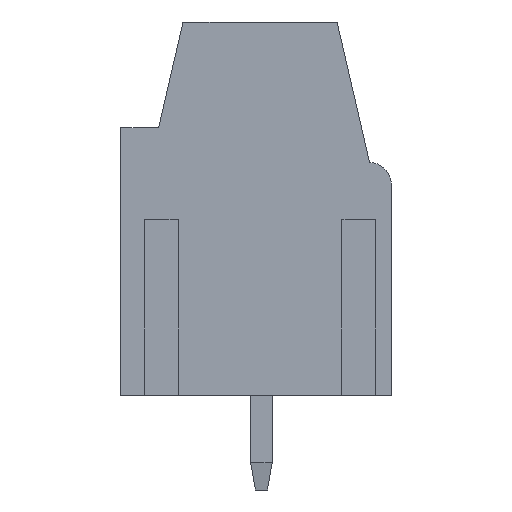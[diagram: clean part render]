
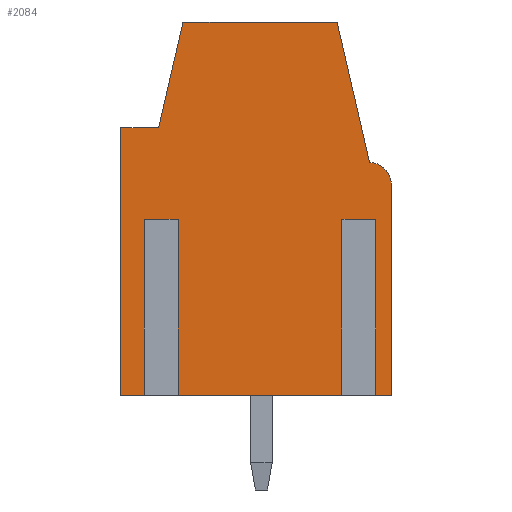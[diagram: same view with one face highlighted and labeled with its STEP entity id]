
A CAD part, left-side view. The second image highlights one B-rep face of the part: STEP entity #2084.
In plain terms, the highlighted planar face has unit normal (-1, 0, 0).
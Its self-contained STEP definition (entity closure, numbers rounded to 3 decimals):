
#23 = CARTESIAN_POINT ( 'NONE',  ( 0.55, 0.894, 10. ) ) ;
#30 = CARTESIAN_POINT ( 'NONE',  ( 0.55, 1.506, 10. ) ) ;
#124 = ORIENTED_EDGE ( 'NONE', *, *, #4027, .T. ) ;
#147 = DIRECTION ( 'NONE',  ( 0., 1., 0. ) ) ;
#153 = DIRECTION ( 'NONE',  ( 0., 1., 0. ) ) ;
#215 = CARTESIAN_POINT ( 'NONE',  ( 0.55, 8.194, 6.75 ) ) ;
#218 = ORIENTED_EDGE ( 'NONE', *, *, #5109, .F. ) ;
#248 = VERTEX_POINT ( 'NONE', #3709 ) ;
#387 = VECTOR ( 'NONE', #868, 1000. ) ;
#390 = CARTESIAN_POINT ( 'NONE',  ( 0.55, 8.806, 3.5 ) ) ;
#399 = CARTESIAN_POINT ( 'NONE',  ( 0.55, 1.2, 10. ) ) ;
#405 = LINE ( 'NONE', #3352, #2236 ) ;
#422 = VERTEX_POINT ( 'NONE', #3043 ) ;
#473 = ORIENTED_EDGE ( 'NONE', *, *, #3324, .F. ) ;
#521 = LINE ( 'NONE', #1359, #2825 ) ;
#533 = DIRECTION ( 'NONE',  ( 0., 1., 0. ) ) ;
#572 = CARTESIAN_POINT ( 'NONE',  ( 0.55, 4.85, 3.5 ) ) ;
#634 = EDGE_CURVE ( 'NONE', #3632, #5047, #4835, .T. ) ;
#742 = CARTESIAN_POINT ( 'NONE',  ( 0.55, 10., 13.4 ) ) ;
#795 = CARTESIAN_POINT ( 'NONE',  ( 0.55, 8.806, 6.75 ) ) ;
#839 = ORIENTED_EDGE ( 'NONE', *, *, #1476, .F. ) ;
#854 = DIRECTION ( 'NONE',  ( 0., 1., 0. ) ) ;
#868 = DIRECTION ( 'NONE',  ( 0., -1., 0. ) ) ;
#891 = LINE ( 'NONE', #4932, #387 ) ;
#897 = DIRECTION ( 'NONE',  ( 0., 0., 1. ) ) ;
#949 = EDGE_LOOP ( 'NONE', ( #1162, #2597, #4348, #839, #4353, #4500, #2427, #4138, #4453, #4982, #473, #1070, #124, #3854, #218, #1698 ) ) ;
#1010 = VECTOR ( 'NONE', #153, 1000. ) ;
#1023 = VECTOR ( 'NONE', #1780, 1000. ) ;
#1027 = VERTEX_POINT ( 'NONE', #3688 ) ;
#1039 = VERTEX_POINT ( 'NONE', #2682 ) ;
#1049 = LINE ( 'NONE', #2694, #5311 ) ;
#1070 = ORIENTED_EDGE ( 'NONE', *, *, #1083, .F. ) ;
#1083 = EDGE_CURVE ( 'NONE', #3704, #4316, #3499, .T. ) ;
#1162 = ORIENTED_EDGE ( 'NONE', *, *, #2301, .T. ) ;
#1182 = CARTESIAN_POINT ( 'NONE',  ( 0.55, 10., 0. ) ) ;
#1199 = EDGE_CURVE ( 'NONE', #1653, #2977, #891, .T. ) ;
#1216 = VERTEX_POINT ( 'NONE', #4120 ) ;
#1254 = LINE ( 'NONE', #4544, #2752 ) ;
#1307 = CARTESIAN_POINT ( 'NONE',  ( 0.55, 2.001, 17.3 ) ) ;
#1359 = CARTESIAN_POINT ( 'NONE',  ( 0.55, 8.15, 15.35 ) ) ;
#1433 = DIRECTION ( 'NONE',  ( 0., -0.225, -0.974 ) ) ;
#1476 = EDGE_CURVE ( 'NONE', #2574, #3772, #3088, .T. ) ;
#1644 = CARTESIAN_POINT ( 'NONE',  ( 0.55, 8.806, 10. ) ) ;
#1653 = VERTEX_POINT ( 'NONE', #2737 ) ;
#1694 = AXIS2_PLACEMENT_3D ( 'NONE', #3826, #5196, #147 ) ;
#1698 = ORIENTED_EDGE ( 'NONE', *, *, #4762, .F. ) ;
#1703 = LINE ( 'NONE', #2252, #4308 ) ;
#1780 = DIRECTION ( 'NONE',  ( 0., -1., 0. ) ) ;
#1797 = LINE ( 'NONE', #572, #1891 ) ;
#1891 = VECTOR ( 'NONE', #2637, 1000. ) ;
#1976 = EDGE_CURVE ( 'NONE', #1027, #422, #2565, .T. ) ;
#2052 = DIRECTION ( 'NONE',  ( 0., 1., 0. ) ) ;
#2055 = VERTEX_POINT ( 'NONE', #742 ) ;
#2066 = VERTEX_POINT ( 'NONE', #1644 ) ;
#2084 = ADVANCED_FACE ( 'NONE', ( #2450 ), #3200, .F. ) ;
#2214 = EDGE_CURVE ( 'NONE', #2055, #1216, #4576, .T. ) ;
#2221 = DIRECTION ( 'NONE',  ( 0., 0., 1. ) ) ;
#2236 = VECTOR ( 'NONE', #897, 1000. ) ;
#2252 = CARTESIAN_POINT ( 'NONE',  ( 0.55, 1.4, 14.7 ) ) ;
#2301 = EDGE_CURVE ( 'NONE', #4444, #5047, #5143, .T. ) ;
#2308 = DIRECTION ( 'NONE',  ( 0., 0., -1. ) ) ;
#2427 = ORIENTED_EDGE ( 'NONE', *, *, #5073, .F. ) ;
#2450 = FACE_OUTER_BOUND ( 'NONE', #949, .T. ) ;
#2535 = CARTESIAN_POINT ( 'NONE',  ( 0.55, 9.3, 13.4 ) ) ;
#2565 = CIRCLE ( 'NONE', #1694, 0.8 ) ;
#2569 = CARTESIAN_POINT ( 'NONE',  ( 0.55, 9.403, 3.5 ) ) ;
#2573 = VECTOR ( 'NONE', #4397, 1000. ) ;
#2574 = VERTEX_POINT ( 'NONE', #5008 ) ;
#2597 = ORIENTED_EDGE ( 'NONE', *, *, #634, .F. ) ;
#2637 = DIRECTION ( 'NONE',  ( 0., 1., 0. ) ) ;
#2649 = DIRECTION ( 'NONE',  ( 0., 0., 1. ) ) ;
#2682 = CARTESIAN_POINT ( 'NONE',  ( 0.55, 8.194, 3.5 ) ) ;
#2694 = CARTESIAN_POINT ( 'NONE',  ( 0.55, 0., 7.4 ) ) ;
#2709 = EDGE_CURVE ( 'NONE', #422, #2574, #1049, .T. ) ;
#2737 = CARTESIAN_POINT ( 'NONE',  ( 0.55, 7.7, 17.3 ) ) ;
#2752 = VECTOR ( 'NONE', #854, 1000. ) ;
#2777 = DIRECTION ( 'NONE',  ( 0., 1., 0. ) ) ;
#2825 = VECTOR ( 'NONE', #3007, 1000. ) ;
#2862 = EDGE_CURVE ( 'NONE', #3772, #3632, #5185, .T. ) ;
#2977 = VERTEX_POINT ( 'NONE', #1307 ) ;
#3007 = DIRECTION ( 'NONE',  ( 0., -0.225, 0.974 ) ) ;
#3043 = CARTESIAN_POINT ( 'NONE',  ( 0.55, 0., 11.3 ) ) ;
#3053 = LINE ( 'NONE', #215, #4217 ) ;
#3062 = EDGE_CURVE ( 'NONE', #1216, #1653, #521, .T. ) ;
#3088 = LINE ( 'NONE', #4322, #1010 ) ;
#3200 = PLANE ( 'NONE',  #5142 ) ;
#3274 = CARTESIAN_POINT ( 'NONE',  ( 0.55, 1.506, 3.5 ) ) ;
#3324 = EDGE_CURVE ( 'NONE', #4316, #2055, #405, .T. ) ;
#3352 = CARTESIAN_POINT ( 'NONE',  ( 0.55, 10., 8.45 ) ) ;
#3499 = LINE ( 'NONE', #2569, #4703 ) ;
#3521 = CARTESIAN_POINT ( 'NONE',  ( 0.55, 1.506, 6.75 ) ) ;
#3632 = VERTEX_POINT ( 'NONE', #23 ) ;
#3688 = CARTESIAN_POINT ( 'NONE',  ( 0.55, 0.8, 12.1 ) ) ;
#3704 = VERTEX_POINT ( 'NONE', #390 ) ;
#3709 = CARTESIAN_POINT ( 'NONE',  ( 0.55, 8.194, 10. ) ) ;
#3772 = VERTEX_POINT ( 'NONE', #3816 ) ;
#3816 = CARTESIAN_POINT ( 'NONE',  ( 0.55, 0.894, 3.5 ) ) ;
#3826 = CARTESIAN_POINT ( 'NONE',  ( 0.55, 0.8, 11.3 ) ) ;
#3854 = ORIENTED_EDGE ( 'NONE', *, *, #4275, .F. ) ;
#4027 = EDGE_CURVE ( 'NONE', #3704, #2066, #4072, .T. ) ;
#4072 = LINE ( 'NONE', #795, #4989 ) ;
#4077 = DIRECTION ( 'NONE',  ( 1., 0., 0. ) ) ;
#4120 = CARTESIAN_POINT ( 'NONE',  ( 0.55, 8.6, 13.4 ) ) ;
#4138 = ORIENTED_EDGE ( 'NONE', *, *, #1199, .F. ) ;
#4217 = VECTOR ( 'NONE', #2221, 1000. ) ;
#4275 = EDGE_CURVE ( 'NONE', #248, #2066, #1254, .T. ) ;
#4308 = VECTOR ( 'NONE', #1433, 1000. ) ;
#4316 = VERTEX_POINT ( 'NONE', #5162 ) ;
#4322 = CARTESIAN_POINT ( 'NONE',  ( 0.55, 0.447, 3.5 ) ) ;
#4348 = ORIENTED_EDGE ( 'NONE', *, *, #2862, .F. ) ;
#4353 = ORIENTED_EDGE ( 'NONE', *, *, #2709, .F. ) ;
#4397 = DIRECTION ( 'NONE',  ( 0., 0., 1. ) ) ;
#4444 = VERTEX_POINT ( 'NONE', #3274 ) ;
#4453 = ORIENTED_EDGE ( 'NONE', *, *, #3062, .F. ) ;
#4463 = DIRECTION ( 'NONE',  ( 0., 0., 1. ) ) ;
#4500 = ORIENTED_EDGE ( 'NONE', *, *, #1976, .F. ) ;
#4544 = CARTESIAN_POINT ( 'NONE',  ( 0.55, 8.5, 10. ) ) ;
#4576 = LINE ( 'NONE', #2535, #1023 ) ;
#4703 = VECTOR ( 'NONE', #533, 1000. ) ;
#4713 = VECTOR ( 'NONE', #2649, 1000. ) ;
#4762 = EDGE_CURVE ( 'NONE', #4444, #1039, #1797, .T. ) ;
#4835 = LINE ( 'NONE', #399, #5045 ) ;
#4884 = CARTESIAN_POINT ( 'NONE',  ( 0.55, 0.894, 6.75 ) ) ;
#4932 = CARTESIAN_POINT ( 'NONE',  ( 0.55, 4.85, 17.3 ) ) ;
#4982 = ORIENTED_EDGE ( 'NONE', *, *, #2214, .F. ) ;
#4989 = VECTOR ( 'NONE', #4463, 1000. ) ;
#5008 = CARTESIAN_POINT ( 'NONE',  ( 0.55, 0., 3.5 ) ) ;
#5045 = VECTOR ( 'NONE', #2052, 1000. ) ;
#5047 = VERTEX_POINT ( 'NONE', #30 ) ;
#5073 = EDGE_CURVE ( 'NONE', #2977, #1027, #1703, .T. ) ;
#5109 = EDGE_CURVE ( 'NONE', #1039, #248, #3053, .T. ) ;
#5142 = AXIS2_PLACEMENT_3D ( 'NONE', #1182, #4077, #2777 ) ;
#5143 = LINE ( 'NONE', #3521, #4713 ) ;
#5162 = CARTESIAN_POINT ( 'NONE',  ( 0.55, 10., 3.5 ) ) ;
#5185 = LINE ( 'NONE', #4884, #2573 ) ;
#5196 = DIRECTION ( 'NONE',  ( 1., 0., 0. ) ) ;
#5311 = VECTOR ( 'NONE', #2308, 1000. ) ;
